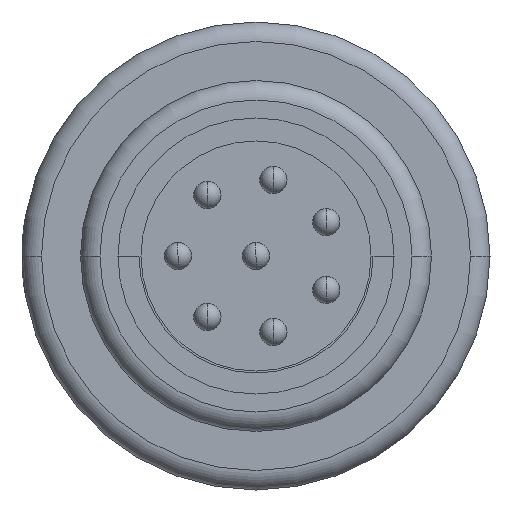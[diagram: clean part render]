
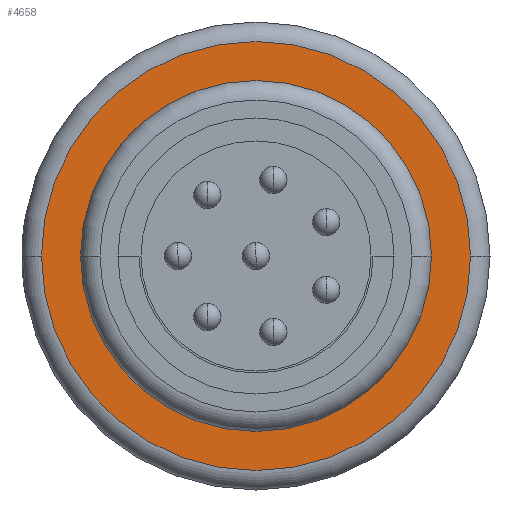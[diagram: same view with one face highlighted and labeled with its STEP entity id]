
A CAD part, left-side view. The second image highlights one B-rep face of the part: STEP entity #4658.
In plain terms, the highlighted planar face has unit normal (-1, 0, 0).
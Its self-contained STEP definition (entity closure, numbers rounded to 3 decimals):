
#1045=CARTESIAN_POINT('',(-2.4,0.,0.));
#1046=DIRECTION('',(-1.,0.,0.));
#1047=DIRECTION('',(0.,-1.,0.));
#1048=AXIS2_PLACEMENT_3D('',#1045,#1046,#1047);
#1053=CARTESIAN_POINT('',(-2.4,0.,0.));
#1054=DIRECTION('',(-1.,0.,0.));
#1055=DIRECTION('',(0.,1.,0.));
#1056=AXIS2_PLACEMENT_3D('',#1053,#1054,#1055);
#1069=CARTESIAN_POINT('',(-2.4,0.,0.));
#1070=DIRECTION('',(1.,0.,0.));
#1071=DIRECTION('',(0.,1.,0.));
#1072=AXIS2_PLACEMENT_3D('',#1069,#1070,#1071);
#1784=CARTESIAN_POINT('',(-2.4,0.,0.));
#1785=DIRECTION('',(-1.,0.,0.));
#1786=DIRECTION('',(0.,1.,0.));
#1787=AXIS2_PLACEMENT_3D('',#1784,#1785,#1786);
#3579=CARTESIAN_POINT('',(-2.4,4.5,0.));
#3580=CARTESIAN_POINT('',(-2.4,-4.5,0.));
#3581=VERTEX_POINT('',#3579);
#3582=VERTEX_POINT('',#3580);
#3659=CARTESIAN_POINT('',(-2.4,-5.5,0.));
#3660=CARTESIAN_POINT('',(-2.4,5.5,0.));
#3661=VERTEX_POINT('',#3659);
#3662=VERTEX_POINT('',#3660);
#4642=CARTESIAN_POINT('',(-2.4,0.,0.));
#4643=DIRECTION('',(1.,0.,0.));
#4644=DIRECTION('',(0.,-1.,0.));
#4645=AXIS2_PLACEMENT_3D('',#4642,#4643,#4644);
#4646=PLANE('',#4645);
#4648=ORIENTED_EDGE('',*,*,#4647,.F.);
#4649=ORIENTED_EDGE('',*,*,#4632,.F.);
#4650=EDGE_LOOP('',(#4648,#4649));
#4651=FACE_OUTER_BOUND('',#4650,.F.);
#4653=ORIENTED_EDGE('',*,*,#4652,.F.);
#4655=ORIENTED_EDGE('',*,*,#4654,.T.);
#4656=EDGE_LOOP('',(#4653,#4655));
#4657=FACE_BOUND('',#4656,.F.);
#1049=CIRCLE('',#1048,5.5);
#1057=CIRCLE('',#1056,5.5);
#1073=CIRCLE('',#1072,4.5);
#1788=CIRCLE('',#1787,4.5);
#4632=EDGE_CURVE('',#3662,#3661,#1057,.T.);
#4647=EDGE_CURVE('',#3661,#3662,#1049,.T.);
#4652=EDGE_CURVE('',#3581,#3582,#1073,.T.);
#4654=EDGE_CURVE('',#3581,#3582,#1788,.T.);
#4658=ADVANCED_FACE('',(#4651,#4657),#4646,.F.);
